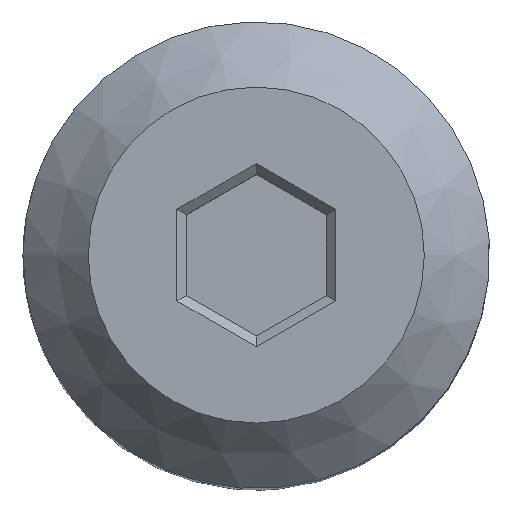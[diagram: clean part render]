
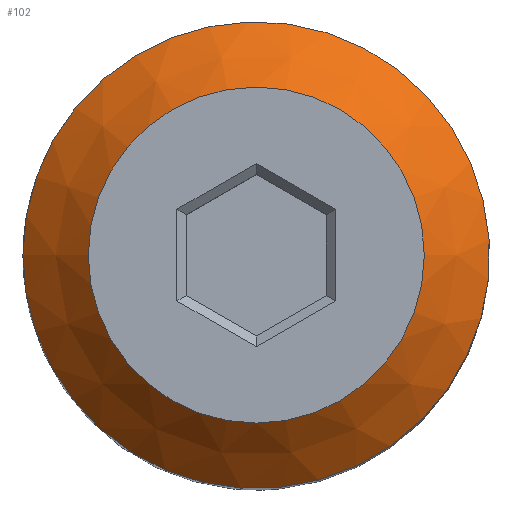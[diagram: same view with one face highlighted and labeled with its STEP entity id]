
A CAD part, top view. The second image highlights one B-rep face of the part: STEP entity #102.
In plain terms, the highlighted conical face has half-angle 45 degrees and reference radius 3.6 mm.
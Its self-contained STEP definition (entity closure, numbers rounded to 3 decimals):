
#102 = ADVANCED_FACE( '', ( #203, #204 ), #205, .T. );
#203 = FACE_OUTER_BOUND( '', #298, .T. );
#204 = FACE_BOUND( '', #299, .T. );
#205 = CONICAL_SURFACE( '', #300, 3.6, 0.785 );
#298 = EDGE_LOOP( '', ( #517 ) );
#299 = EDGE_LOOP( '', ( #518 ) );
#300 = AXIS2_PLACEMENT_3D( '', #519, #520, #521 );
#517 = ORIENTED_EDGE( '', *, *, #599, .F. );
#518 = ORIENTED_EDGE( '', *, *, #587, .F. );
#519 = CARTESIAN_POINT( '', ( 0., 0., 25. ) );
#520 = DIRECTION( '', ( 0., 0., -1. ) );
#521 = DIRECTION( '', ( -1., 0., 0. ) );
#587 = EDGE_CURVE( '', #702, #702, #703, .F. );
#599 = EDGE_CURVE( '', #720, #720, #721, .T. );
#702 = VERTEX_POINT( '', #862 );
#703 = CIRCLE( '', #863, 3.6 );
#720 = VERTEX_POINT( '', #888 );
#721 = CIRCLE( '', #889, 5. );
#862 = CARTESIAN_POINT( '', ( -3.6, 0., 25. ) );
#863 = AXIS2_PLACEMENT_3D( '', #975, #976, #977 );
#888 = CARTESIAN_POINT( '', ( -5., 0., 23.6 ) );
#889 = AXIS2_PLACEMENT_3D( '', #989, #990, #991 );
#975 = CARTESIAN_POINT( '', ( 0., 0., 25. ) );
#976 = DIRECTION( '', ( 0., 0., -1. ) );
#977 = DIRECTION( '', ( -1., 0., 0. ) );
#989 = CARTESIAN_POINT( '', ( 0., 0., 23.6 ) );
#990 = DIRECTION( '', ( 0., 0., -1. ) );
#991 = DIRECTION( '', ( -1., 0., 0. ) );
